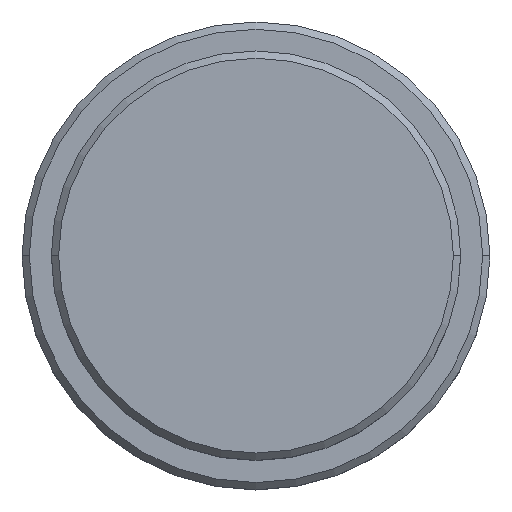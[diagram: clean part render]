
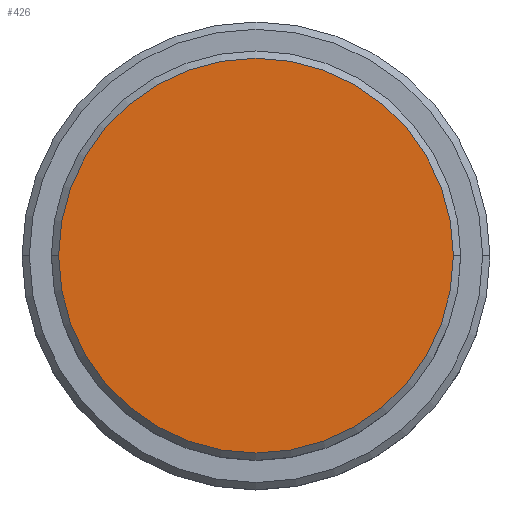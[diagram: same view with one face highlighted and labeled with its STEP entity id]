
A CAD part, top view. The second image highlights one B-rep face of the part: STEP entity #426.
In plain terms, the highlighted planar face has unit normal (0, 0, 1).
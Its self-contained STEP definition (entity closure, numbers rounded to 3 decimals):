
#201 = CIRCLE ( 'NONE', #1408, 13.5 ) ;
#220 = DIRECTION ( 'NONE',  ( 0., 0., 1. ) ) ;
#336 = CARTESIAN_POINT ( 'NONE',  ( -13.5, 0., 0. ) ) ;
#360 = DIRECTION ( 'NONE',  ( 0., 0., 1. ) ) ;
#402 = ORIENTED_EDGE ( 'NONE', *, *, #1296, .T. ) ;
#404 = EDGE_CURVE ( 'NONE', #955, #487, #201, .T. ) ;
#426 = ADVANCED_FACE ( 'NONE', ( #1018 ), #471, .T. ) ;
#466 = CARTESIAN_POINT ( 'NONE',  ( 0., 0., 0. ) ) ;
#471 = PLANE ( 'NONE',  #1143 ) ;
#487 = VERTEX_POINT ( 'NONE', #1293 ) ;
#537 = CARTESIAN_POINT ( 'NONE',  ( 0., 0., 0. ) ) ;
#588 = DIRECTION ( 'NONE',  ( 1., 0., 0. ) ) ;
#620 = AXIS2_PLACEMENT_3D ( 'NONE', #537, #220, #1078 ) ;
#796 = DIRECTION ( 'NONE',  ( 1., 0., 0. ) ) ;
#835 = CIRCLE ( 'NONE', #620, 13.5 ) ;
#859 = ORIENTED_EDGE ( 'NONE', *, *, #404, .T. ) ;
#908 = CARTESIAN_POINT ( 'NONE',  ( 0., 0., 0. ) ) ;
#955 = VERTEX_POINT ( 'NONE', #336 ) ;
#1018 = FACE_OUTER_BOUND ( 'NONE', #1128, .T. ) ;
#1036 = DIRECTION ( 'NONE',  ( 0., 0., 1. ) ) ;
#1078 = DIRECTION ( 'NONE',  ( 1., 0., 0. ) ) ;
#1128 = EDGE_LOOP ( 'NONE', ( #859, #402 ) ) ;
#1143 = AXIS2_PLACEMENT_3D ( 'NONE', #466, #360, #796 ) ;
#1293 = CARTESIAN_POINT ( 'NONE',  ( 13.5, 0., 0. ) ) ;
#1296 = EDGE_CURVE ( 'NONE', #487, #955, #835, .T. ) ;
#1408 = AXIS2_PLACEMENT_3D ( 'NONE', #908, #1036, #588 ) ;
